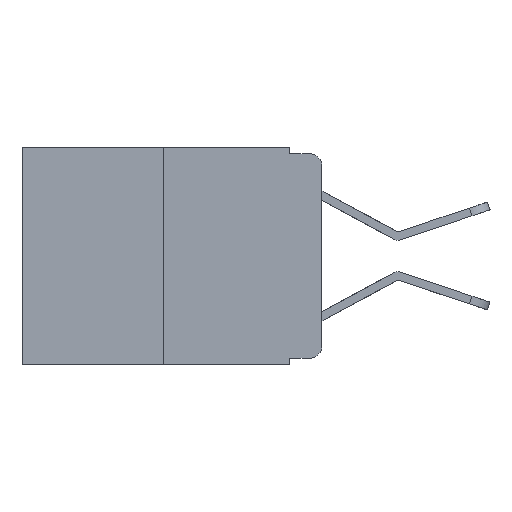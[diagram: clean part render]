
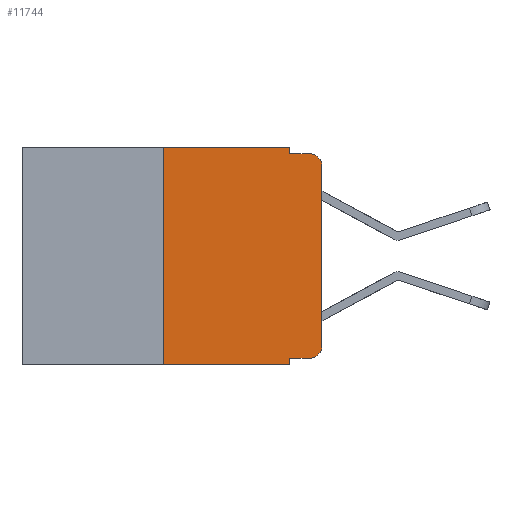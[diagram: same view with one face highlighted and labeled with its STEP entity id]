
A CAD part, left-side view. The second image highlights one B-rep face of the part: STEP entity #11744.
In plain terms, the highlighted planar face has unit normal (-1, 0, 0).
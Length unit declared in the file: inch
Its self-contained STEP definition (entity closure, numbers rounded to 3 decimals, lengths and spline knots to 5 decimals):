
#23 = VERTEX_POINT ( 'NONE', #9945 ) ;
#240 = CARTESIAN_POINT ( 'NONE',  ( 0., 0.25, 0. ) ) ;
#757 = LINE ( 'NONE', #19199, #10669 ) ;
#887 = VERTEX_POINT ( 'NONE', #2433 ) ;
#1274 = DIRECTION ( 'NONE',  ( 0., 0., -1. ) ) ;
#2433 = CARTESIAN_POINT ( 'NONE',  ( 0., 0.051, -0.343 ) ) ;
#2515 = ORIENTED_EDGE ( 'NONE', *, *, #9051, .T. ) ;
#2654 = LINE ( 'NONE', #5512, #7888 ) ;
#2723 = CARTESIAN_POINT ( 'NONE',  ( 0., 0.02, -0.03 ) ) ;
#3470 = AXIS2_PLACEMENT_3D ( 'NONE', #10148, #23627, #12119 ) ;
#3748 = DIRECTION ( 'NONE',  ( 0., -1., 0. ) ) ;
#3934 = CIRCLE ( 'NONE', #18193, 0.02 ) ;
#4010 = CARTESIAN_POINT ( 'NONE',  ( 0., 0.25, -0.343 ) ) ;
#4399 = DIRECTION ( 'NONE',  ( 0., -1., 0. ) ) ;
#4702 = DIRECTION ( 'NONE',  ( 0., 0., -1. ) ) ;
#4779 = ORIENTED_EDGE ( 'NONE', *, *, #13761, .F. ) ;
#4877 = ORIENTED_EDGE ( 'NONE', *, *, #19893, .T. ) ;
#5091 = VERTEX_POINT ( 'NONE', #4010 ) ;
#5103 = VECTOR ( 'NONE', #10503, 39.37008 ) ;
#5109 = EDGE_CURVE ( 'NONE', #23, #23062, #8129, .T. ) ;
#5184 = EDGE_LOOP ( 'NONE', ( #4877, #7702, #21050, #19608, #22280, #6204, #13959, #4779, #22147, #2515 ) ) ;
#5269 = FACE_OUTER_BOUND ( 'NONE', #5184, .T. ) ;
#5304 = VERTEX_POINT ( 'NONE', #12501 ) ;
#5512 = CARTESIAN_POINT ( 'NONE',  ( 0., 0.25, 0. ) ) ;
#5998 = CARTESIAN_POINT ( 'NONE',  ( 0., 0.02, -0.01 ) ) ;
#6204 = ORIENTED_EDGE ( 'NONE', *, *, #20701, .F. ) ;
#6366 = CARTESIAN_POINT ( 'NONE',  ( 0., 0.473, 0. ) ) ;
#6974 = EDGE_CURVE ( 'NONE', #13962, #13572, #21079, .T. ) ;
#7602 = CARTESIAN_POINT ( 'NONE',  ( 0., 0.473, -0.343 ) ) ;
#7702 = ORIENTED_EDGE ( 'NONE', *, *, #24960, .T. ) ;
#7888 = VECTOR ( 'NONE', #17171, 39.37008 ) ;
#8129 = LINE ( 'NONE', #23346, #19076 ) ;
#9051 = EDGE_CURVE ( 'NONE', #23062, #16423, #17252, .T. ) ;
#9322 = EDGE_CURVE ( 'NONE', #17922, #20844, #21439, .T. ) ;
#9945 = CARTESIAN_POINT ( 'NONE',  ( 0., 0.051, -0.333 ) ) ;
#10148 = CARTESIAN_POINT ( 'NONE',  ( 0., 0.02, -0.313 ) ) ;
#10313 = LINE ( 'NONE', #16239, #5103 ) ;
#10379 = CARTESIAN_POINT ( 'NONE',  ( 0., 0.02, -0.333 ) ) ;
#10503 = DIRECTION ( 'NONE',  ( 0., 0., 1. ) ) ;
#10669 = VECTOR ( 'NONE', #21127, 39.37008 ) ;
#11115 = CARTESIAN_POINT ( 'NONE',  ( 0., 0.473, 0. ) ) ;
#11744 = ADVANCED_FACE ( 'NONE', ( #5269 ), #22664, .F. ) ;
#12119 = DIRECTION ( 'NONE',  ( 0., 0., -1. ) ) ;
#12222 = AXIS2_PLACEMENT_3D ( 'NONE', #11115, #13092, #1274 ) ;
#12501 = CARTESIAN_POINT ( 'NONE',  ( 0., 0., -0.03 ) ) ;
#13092 = DIRECTION ( 'NONE',  ( 1., 0., 0. ) ) ;
#13296 = LINE ( 'NONE', #14811, #17791 ) ;
#13572 = VERTEX_POINT ( 'NONE', #20778 ) ;
#13761 = EDGE_CURVE ( 'NONE', #23, #887, #757, .T. ) ;
#13785 = VECTOR ( 'NONE', #3748, 39.37008 ) ;
#13959 = ORIENTED_EDGE ( 'NONE', *, *, #17743, .T. ) ;
#13962 = VERTEX_POINT ( 'NONE', #240 ) ;
#14811 = CARTESIAN_POINT ( 'NONE',  ( 0., 0.051, 0. ) ) ;
#16239 = CARTESIAN_POINT ( 'NONE',  ( 0., 0., 0. ) ) ;
#16363 = DIRECTION ( 'NONE',  ( -1., 0., 0. ) ) ;
#16423 = VERTEX_POINT ( 'NONE', #20894 ) ;
#16651 = CARTESIAN_POINT ( 'NONE',  ( 0., 0.051, -0.01 ) ) ;
#16748 = DIRECTION ( 'NONE',  ( 0., 0., -1. ) ) ;
#17171 = DIRECTION ( 'NONE',  ( 0., 0., 1. ) ) ;
#17252 = CIRCLE ( 'NONE', #3470, 0.02 ) ;
#17743 = EDGE_CURVE ( 'NONE', #5091, #887, #18924, .T. ) ;
#17791 = VECTOR ( 'NONE', #16748, 39.37008 ) ;
#17922 = VERTEX_POINT ( 'NONE', #21828 ) ;
#18193 = AXIS2_PLACEMENT_3D ( 'NONE', #2723, #16363, #4702 ) ;
#18924 = LINE ( 'NONE', #7602, #13785 ) ;
#19076 = VECTOR ( 'NONE', #23425, 39.37008 ) ;
#19199 = CARTESIAN_POINT ( 'NONE',  ( 0., 0.051, 0. ) ) ;
#19608 = ORIENTED_EDGE ( 'NONE', *, *, #22580, .F. ) ;
#19893 = EDGE_CURVE ( 'NONE', #16423, #5304, #10313, .T. ) ;
#20701 = EDGE_CURVE ( 'NONE', #5091, #13962, #2654, .T. ) ;
#20778 = CARTESIAN_POINT ( 'NONE',  ( 0., 0.051, 0. ) ) ;
#20844 = VERTEX_POINT ( 'NONE', #5998 ) ;
#20846 = VECTOR ( 'NONE', #24284, 39.37008 ) ;
#20894 = CARTESIAN_POINT ( 'NONE',  ( 0., 0., -0.313 ) ) ;
#21050 = ORIENTED_EDGE ( 'NONE', *, *, #9322, .F. ) ;
#21079 = LINE ( 'NONE', #6366, #22876 ) ;
#21127 = DIRECTION ( 'NONE',  ( 0., 0., -1. ) ) ;
#21439 = LINE ( 'NONE', #16651, #20846 ) ;
#21828 = CARTESIAN_POINT ( 'NONE',  ( 0., 0.051, -0.01 ) ) ;
#22147 = ORIENTED_EDGE ( 'NONE', *, *, #5109, .T. ) ;
#22280 = ORIENTED_EDGE ( 'NONE', *, *, #6974, .F. ) ;
#22580 = EDGE_CURVE ( 'NONE', #13572, #17922, #13296, .T. ) ;
#22664 = PLANE ( 'NONE',  #12222 ) ;
#22876 = VECTOR ( 'NONE', #4399, 39.37008 ) ;
#23062 = VERTEX_POINT ( 'NONE', #10379 ) ;
#23346 = CARTESIAN_POINT ( 'NONE',  ( 0., 0.051, -0.333 ) ) ;
#23425 = DIRECTION ( 'NONE',  ( 0., -1., 0. ) ) ;
#23627 = DIRECTION ( 'NONE',  ( -1., 0., 0. ) ) ;
#24284 = DIRECTION ( 'NONE',  ( 0., -1., 0. ) ) ;
#24960 = EDGE_CURVE ( 'NONE', #5304, #20844, #3934, .T. ) ;
